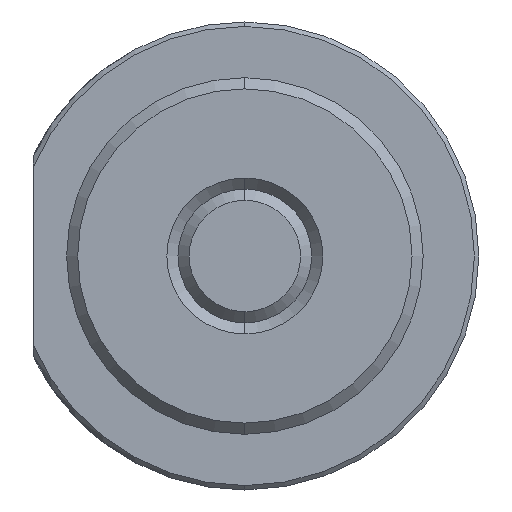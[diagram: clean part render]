
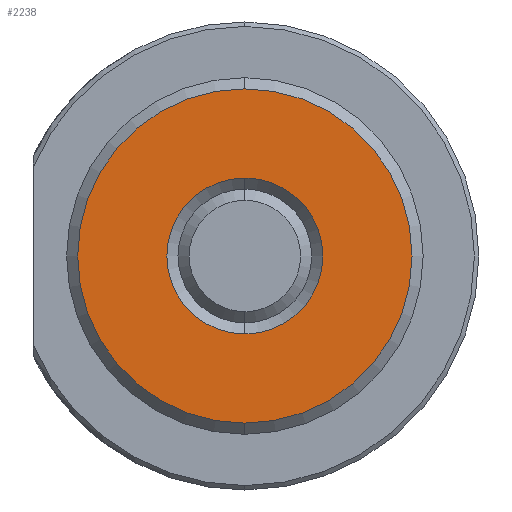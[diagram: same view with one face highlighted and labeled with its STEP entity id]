
A CAD part, left-side view. The second image highlights one B-rep face of the part: STEP entity #2238.
In plain terms, the highlighted planar face has unit normal (-1, 0, 0).
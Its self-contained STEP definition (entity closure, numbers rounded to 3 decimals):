
#48 = FACE_BOUND ( 'NONE', #2010, .T. ) ;
#52 = FACE_OUTER_BOUND ( 'NONE', #2008, .T. ) ;
#387 = EDGE_CURVE ( 'NONE', #3287, #3281, #2099, .T. ) ;
#429 = EDGE_CURVE ( 'NONE', #3348, #3338, #2144, .T. ) ;
#479 = EDGE_CURVE ( 'NONE', #3281, #3287, #982, .T. ) ;
#485 = EDGE_CURVE ( 'NONE', #3338, #3348, #986, .T. ) ;
#641 = AXIS2_PLACEMENT_3D ( 'NONE', #3055, #3054, #3053 ) ;
#663 = AXIS2_PLACEMENT_3D ( 'NONE', #2917, #2916, #2915 ) ;
#690 = AXIS2_PLACEMENT_3D ( 'NONE', #1383, #1339, #1337 ) ;
#696 = AXIS2_PLACEMENT_3D ( 'NONE', #1278, #1208, #1207 ) ;
#794 = AXIS2_PLACEMENT_3D ( 'NONE', #1114, #1109, #1108 ) ;
#982 = CIRCLE ( 'NONE', #690, 3.5 ) ;
#986 = CIRCLE ( 'NONE', #696, 7.5 ) ;
#1108 = DIRECTION ( 'NONE',  ( 0., 0., -1. ) ) ;
#1109 = DIRECTION ( 'NONE',  ( 1., 0., 0. ) ) ;
#1111 = PLANE ( 'NONE',  #794 ) ;
#1114 = CARTESIAN_POINT ( 'NONE',  ( 0., 3., 0. ) ) ;
#1207 = DIRECTION ( 'NONE',  ( 0., 0., -1. ) ) ;
#1208 = DIRECTION ( 'NONE',  ( -1., 0., 0. ) ) ;
#1278 = CARTESIAN_POINT ( 'NONE',  ( 0., 0., 0. ) ) ;
#1337 = DIRECTION ( 'NONE',  ( 0., 0., -1. ) ) ;
#1339 = DIRECTION ( 'NONE',  ( 1., 0., 0. ) ) ;
#1383 = CARTESIAN_POINT ( 'NONE',  ( 0., 0., 0. ) ) ;
#1779 = CARTESIAN_POINT ( 'NONE',  ( 0., 0., -3.5 ) ) ;
#1787 = CARTESIAN_POINT ( 'NONE',  ( 0., 0., 3.5 ) ) ;
#1839 = CARTESIAN_POINT ( 'NONE',  ( 0., 0., -7.5 ) ) ;
#1849 = CARTESIAN_POINT ( 'NONE',  ( 0., 0., 7.5 ) ) ;
#2008 = EDGE_LOOP ( 'NONE', ( #2331, #2332 ) ) ;
#2010 = EDGE_LOOP ( 'NONE', ( #2340, #2345 ) ) ;
#2099 = CIRCLE ( 'NONE', #641, 3.5 ) ;
#2144 = CIRCLE ( 'NONE', #663, 7.5 ) ;
#2238 = ADVANCED_FACE ( 'NONE', ( #48, #52 ), #1111, .F. ) ;
#2331 = ORIENTED_EDGE ( 'NONE', *, *, #485, .T. ) ;
#2332 = ORIENTED_EDGE ( 'NONE', *, *, #429, .T. ) ;
#2340 = ORIENTED_EDGE ( 'NONE', *, *, #387, .T. ) ;
#2345 = ORIENTED_EDGE ( 'NONE', *, *, #479, .T. ) ;
#2915 = DIRECTION ( 'NONE',  ( 0., 0., -1. ) ) ;
#2916 = DIRECTION ( 'NONE',  ( -1., 0., 0. ) ) ;
#2917 = CARTESIAN_POINT ( 'NONE',  ( 0., 0., 0. ) ) ;
#3053 = DIRECTION ( 'NONE',  ( 0., 0., -1. ) ) ;
#3054 = DIRECTION ( 'NONE',  ( 1., 0., 0. ) ) ;
#3055 = CARTESIAN_POINT ( 'NONE',  ( 0., 0., 0. ) ) ;
#3281 = VERTEX_POINT ( 'NONE', #1779 ) ;
#3287 = VERTEX_POINT ( 'NONE', #1787 ) ;
#3338 = VERTEX_POINT ( 'NONE', #1839 ) ;
#3348 = VERTEX_POINT ( 'NONE', #1849 ) ;
